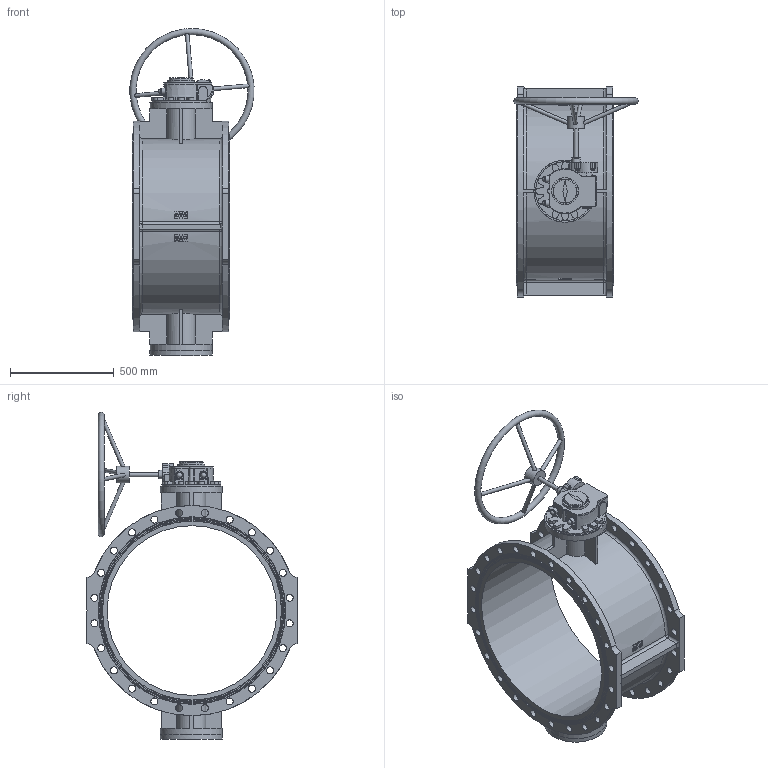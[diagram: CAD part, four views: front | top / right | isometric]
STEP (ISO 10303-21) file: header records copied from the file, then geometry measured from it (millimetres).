
FILE_DESCRIPTION (( 'STEP AP203' ), '1' );
FILE_NAME ('O_756_106_DN800_0XX_AA0_step.step', '2016-03-09T10:21:47', ( 'Windows User' ), ( 'AVK' ), 'SwSTEP 2.0', 'SolidWorks 2012', '' );
FILE_SCHEMA (( 'CONFIG_CONTROL_DESIGN' ));
Length unit declared in the file: millimetre
Products named in the file (1): O_756_106_DN800_0XX_AA0_step
Bounding box: 598.59 x 1015 x 1578.47 mm (x, y, z)
Volume: 52555177.7 mm3; surface area: 4728146 mm2
Topology: 1 solids, 1 shells, 746 faces, 2119 edges, 1404 vertices
Faces by surface type: plane 248, bspline 241, cylinder 202, cone 25, torus 20, sphere 10
Full cylindrical faces by diameter (mm): 18 x4, 20 x1, 30 x2, 34 x48, 80 x1, 116 x1, 300 x3, 819 x1, 901 x2
Entity records: 31083 total; most frequent: CARTESIAN_POINT 14277, ORIENTED_EDGE 3932, DIRECTION 2545, EDGE_CURVE 1966, VERTEX_POINT 1346, EDGE_LOOP 974, AXIS2_PLACEMENT_3D 965, B_SPLINE_CURVE_WITH_KNOTS 861
